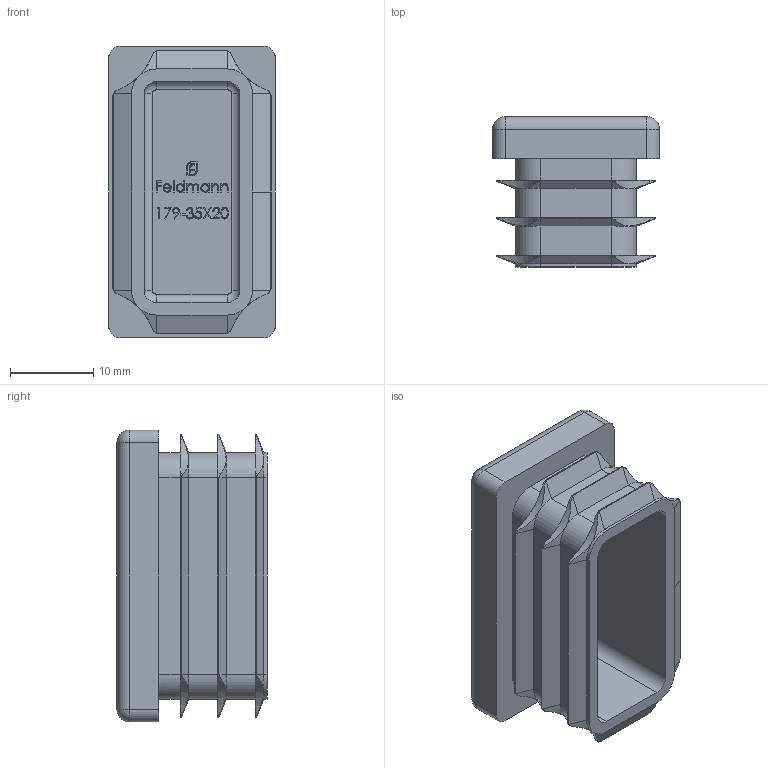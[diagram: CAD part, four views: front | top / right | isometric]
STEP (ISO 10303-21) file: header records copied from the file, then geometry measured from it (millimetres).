
FILE_DESCRIPTION (( 'STEP AP203' ), '1' );
FILE_NAME ('179-35X20.step', '2021-01-25T13:14:55', ( '' ), ( '' ), 'SwSTEP 2.0', 'SolidWorks 2018', '' );
FILE_SCHEMA (( 'CONFIG_CONTROL_DESIGN' ));
Length unit declared in the file: millimetre
Products named in the file (2): 179-35X20
Bounding box: 20 x 18 x 35 mm (x, y, z)
Volume: 5243 mm3; surface area: 4684.7 mm2
Topology: 1 solids, 1 shells, 454 faces, 1211 edges, 780 vertices
Faces by surface type: plane 225, bspline 114, cylinder 83, cone 24, sphere 4, torus 4
Entity records: 19737 total; most frequent: CARTESIAN_POINT 9221, ORIENTED_EDGE 2414, DIRECTION 1710, EDGE_CURVE 1207, VERTEX_POINT 780, LINE 692, VECTOR 692, AXIS2_PLACEMENT_3D 509
